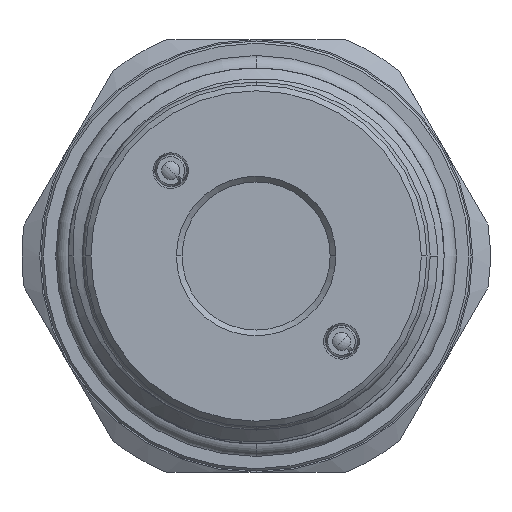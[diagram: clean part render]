
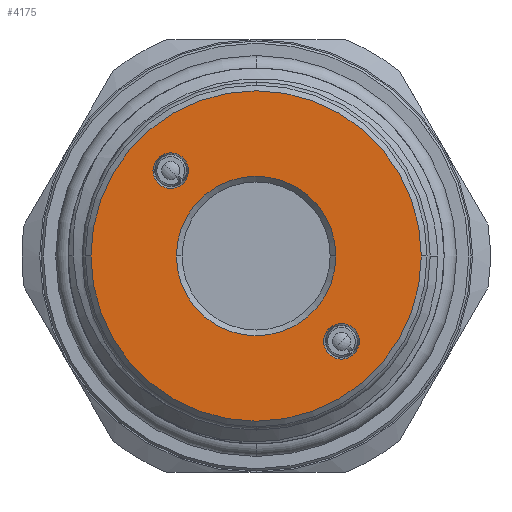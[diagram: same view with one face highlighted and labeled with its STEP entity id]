
A CAD part, left-side view. The second image highlights one B-rep face of the part: STEP entity #4175.
In plain terms, the highlighted planar face has unit normal (-1, 0, 0).
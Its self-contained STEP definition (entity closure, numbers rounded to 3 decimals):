
#242 = VERTEX_POINT ( 'NONE', #3829 ) ;
#342 = EDGE_CURVE ( 'NONE', #14586, #17252, #14870, .T. ) ;
#379 = DIRECTION ( 'NONE',  ( 0., 0., -1. ) ) ;
#524 = CIRCLE ( 'NONE', #13908, 14.5 ) ;
#827 = CARTESIAN_POINT ( 'NONE',  ( 0., -7.495, -7.495 ) ) ;
#917 = EDGE_CURVE ( 'NONE', #242, #6253, #12334, .T. ) ;
#1294 = CARTESIAN_POINT ( 'NONE',  ( 0., 0., 0. ) ) ;
#1358 = DIRECTION ( 'NONE',  ( -1., 0., 0. ) ) ;
#2100 = DIRECTION ( 'NONE',  ( 0., 0., 1. ) ) ;
#2121 = AXIS2_PLACEMENT_3D ( 'NONE', #12567, #8243, #5483 ) ;
#2143 = CARTESIAN_POINT ( 'NONE',  ( 0., 7.495, 5.935 ) ) ;
#2340 = CARTESIAN_POINT ( 'NONE',  ( 0., 7.495, 9.056 ) ) ;
#2469 = VERTEX_POINT ( 'NONE', #15339 ) ;
#2494 = AXIS2_PLACEMENT_3D ( 'NONE', #4808, #10448, #379 ) ;
#2874 = ORIENTED_EDGE ( 'NONE', *, *, #7778, .T. ) ;
#2906 = CARTESIAN_POINT ( 'NONE',  ( 0., -7.495, -5.935 ) ) ;
#3202 = EDGE_LOOP ( 'NONE', ( #2874, #12423 ) ) ;
#3540 = CIRCLE ( 'NONE', #17003, 1.561 ) ;
#3829 = CARTESIAN_POINT ( 'NONE',  ( 0., -7.495, -9.056 ) ) ;
#3930 = AXIS2_PLACEMENT_3D ( 'NONE', #18383, #4306, #7065 ) ;
#4175 = ADVANCED_FACE ( 'NONE', ( #16678, #13125, #9774, #10221 ), #9942, .F. ) ;
#4203 = DIRECTION ( 'NONE',  ( 1., 0., 0. ) ) ;
#4306 = DIRECTION ( 'NONE',  ( -1., 0., 0. ) ) ;
#4484 = EDGE_CURVE ( 'NONE', #6114, #15792, #13689, .T. ) ;
#4615 = EDGE_LOOP ( 'NONE', ( #10885, #9891 ) ) ;
#4808 = CARTESIAN_POINT ( 'NONE',  ( 0., -7.495, -7.495 ) ) ;
#5119 = EDGE_CURVE ( 'NONE', #15792, #6114, #3540, .T. ) ;
#5335 = AXIS2_PLACEMENT_3D ( 'NONE', #10621, #16411, #2100 ) ;
#5483 = DIRECTION ( 'NONE',  ( 0., 1., 0. ) ) ;
#6059 = DIRECTION ( 'NONE',  ( 0., 0., 1. ) ) ;
#6114 = VERTEX_POINT ( 'NONE', #2340 ) ;
#6247 = CARTESIAN_POINT ( 'NONE',  ( 0., 7.495, 7.495 ) ) ;
#6253 = VERTEX_POINT ( 'NONE', #2906 ) ;
#6315 = CIRCLE ( 'NONE', #3930, 14.5 ) ;
#6727 = AXIS2_PLACEMENT_3D ( 'NONE', #9693, #18358, #8295 ) ;
#7065 = DIRECTION ( 'NONE',  ( 0., 1., 0. ) ) ;
#7287 = EDGE_CURVE ( 'NONE', #2469, #16366, #524, .T. ) ;
#7684 = ORIENTED_EDGE ( 'NONE', *, *, #4484, .F. ) ;
#7778 = EDGE_CURVE ( 'NONE', #16366, #2469, #6315, .T. ) ;
#7927 = ORIENTED_EDGE ( 'NONE', *, *, #14505, .F. ) ;
#8206 = DIRECTION ( 'NONE',  ( 0., 0., -1. ) ) ;
#8243 = DIRECTION ( 'NONE',  ( 1., 0., 0. ) ) ;
#8285 = DIRECTION ( 'NONE',  ( 0., 1., 0. ) ) ;
#8295 = DIRECTION ( 'NONE',  ( 0., 1., 0. ) ) ;
#8833 = AXIS2_PLACEMENT_3D ( 'NONE', #1294, #4203, #8285 ) ;
#9693 = CARTESIAN_POINT ( 'NONE',  ( 0., 0., 0. ) ) ;
#9697 = EDGE_CURVE ( 'NONE', #17252, #14586, #12937, .T. ) ;
#9726 = CIRCLE ( 'NONE', #17906, 1.561 ) ;
#9774 = FACE_BOUND ( 'NONE', #11919, .T. ) ;
#9891 = ORIENTED_EDGE ( 'NONE', *, *, #342, .T. ) ;
#9942 = PLANE ( 'NONE',  #8833 ) ;
#10221 = FACE_BOUND ( 'NONE', #16403, .T. ) ;
#10448 = DIRECTION ( 'NONE',  ( -1., 0., 0. ) ) ;
#10621 = CARTESIAN_POINT ( 'NONE',  ( 0., 7.495, 7.495 ) ) ;
#10885 = ORIENTED_EDGE ( 'NONE', *, *, #9697, .T. ) ;
#10912 = DIRECTION ( 'NONE',  ( -1., 0., 0. ) ) ;
#11919 = EDGE_LOOP ( 'NONE', ( #7684, #16914 ) ) ;
#12334 = CIRCLE ( 'NONE', #2494, 1.561 ) ;
#12412 = CARTESIAN_POINT ( 'NONE',  ( 0., 7., 0. ) ) ;
#12423 = ORIENTED_EDGE ( 'NONE', *, *, #7287, .T. ) ;
#12567 = CARTESIAN_POINT ( 'NONE',  ( 0., 0., 0. ) ) ;
#12937 = CIRCLE ( 'NONE', #2121, 7. ) ;
#13125 = FACE_OUTER_BOUND ( 'NONE', #3202, .T. ) ;
#13689 = CIRCLE ( 'NONE', #5335, 1.561 ) ;
#13908 = AXIS2_PLACEMENT_3D ( 'NONE', #17042, #1358, #17279 ) ;
#14505 = EDGE_CURVE ( 'NONE', #6253, #242, #9726, .T. ) ;
#14532 = CARTESIAN_POINT ( 'NONE',  ( 0., -7., 0. ) ) ;
#14586 = VERTEX_POINT ( 'NONE', #12412 ) ;
#14870 = CIRCLE ( 'NONE', #6727, 7. ) ;
#15305 = ORIENTED_EDGE ( 'NONE', *, *, #917, .F. ) ;
#15339 = CARTESIAN_POINT ( 'NONE',  ( 0., -14.5, 0. ) ) ;
#15792 = VERTEX_POINT ( 'NONE', #2143 ) ;
#16125 = DIRECTION ( 'NONE',  ( -1., 0., 0. ) ) ;
#16366 = VERTEX_POINT ( 'NONE', #18535 ) ;
#16403 = EDGE_LOOP ( 'NONE', ( #15305, #7927 ) ) ;
#16411 = DIRECTION ( 'NONE',  ( -1., 0., 0. ) ) ;
#16678 = FACE_BOUND ( 'NONE', #4615, .T. ) ;
#16914 = ORIENTED_EDGE ( 'NONE', *, *, #5119, .F. ) ;
#17003 = AXIS2_PLACEMENT_3D ( 'NONE', #6247, #16125, #6059 ) ;
#17042 = CARTESIAN_POINT ( 'NONE',  ( 0., 0., 0. ) ) ;
#17252 = VERTEX_POINT ( 'NONE', #14532 ) ;
#17279 = DIRECTION ( 'NONE',  ( 0., 1., 0. ) ) ;
#17906 = AXIS2_PLACEMENT_3D ( 'NONE', #827, #10912, #8206 ) ;
#18358 = DIRECTION ( 'NONE',  ( 1., 0., 0. ) ) ;
#18383 = CARTESIAN_POINT ( 'NONE',  ( 0., 0., 0. ) ) ;
#18535 = CARTESIAN_POINT ( 'NONE',  ( 0., 14.5, 0. ) ) ;
